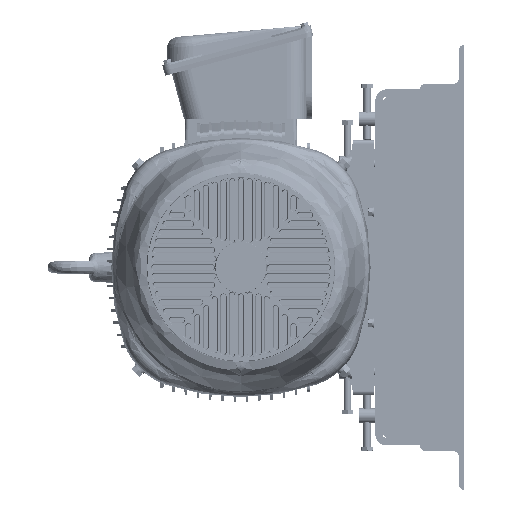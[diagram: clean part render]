
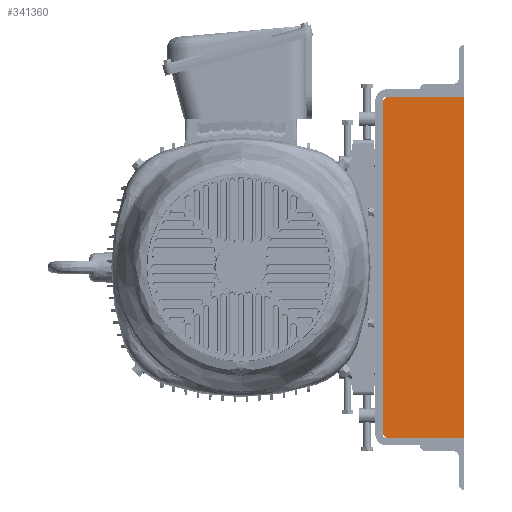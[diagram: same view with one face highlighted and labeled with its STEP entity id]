
A CAD part, left-side view. The second image highlights one B-rep face of the part: STEP entity #341360.
In plain terms, the highlighted planar face has unit normal (-1, 0, 0).
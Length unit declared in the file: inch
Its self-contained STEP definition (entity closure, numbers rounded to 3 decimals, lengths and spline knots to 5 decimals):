
#10728 = CARTESIAN_POINT ( 'NONE',  ( 0., 5.5, -23.25 ) ) ;
#30555 = CARTESIAN_POINT ( 'NONE',  ( 0., 0., -23.5 ) ) ;
#32500 = VECTOR ( 'NONE', #45904, 39.37008 ) ;
#33386 = CARTESIAN_POINT ( 'NONE',  ( 0., 5.5, -23.25 ) ) ;
#45904 = DIRECTION ( 'NONE',  ( 0., 1., 0. ) ) ;
#50948 = VERTEX_POINT ( 'NONE', #307412 ) ;
#58257 = DIRECTION ( 'NONE',  ( 1., 0., 0. ) ) ;
#60221 = DIRECTION ( 'NONE',  ( 0., -1., 0. ) ) ;
#65571 = DIRECTION ( 'NONE',  ( 0., 0., 1. ) ) ;
#84649 = ORIENTED_EDGE ( 'NONE', *, *, #373109, .T. ) ;
#100816 = VERTEX_POINT ( 'NONE', #158554 ) ;
#102379 = VERTEX_POINT ( 'NONE', #370035 ) ;
#103039 = VECTOR ( 'NONE', #248545, 39.37008 ) ;
#111223 = ORIENTED_EDGE ( 'NONE', *, *, #234249, .T. ) ;
#119992 = ORIENTED_EDGE ( 'NONE', *, *, #380945, .T. ) ;
#120791 = AXIS2_PLACEMENT_3D ( 'NONE', #242408, #58257, #273247 ) ;
#125533 = ORIENTED_EDGE ( 'NONE', *, *, #215300, .T. ) ;
#126675 = EDGE_LOOP ( 'NONE', ( #166776, #154161, #125533, #119992, #111223, #84649 ) ) ;
#154161 = ORIENTED_EDGE ( 'NONE', *, *, #162691, .T. ) ;
#157955 = VERTEX_POINT ( 'NONE', #10728 ) ;
#158554 = CARTESIAN_POINT ( 'NONE',  ( 0., 0., -23.5 ) ) ;
#160387 = VECTOR ( 'NONE', #292821, 39.37008 ) ;
#162691 = EDGE_CURVE ( 'NONE', #234517, #50948, #196155, .T. ) ;
#166776 = ORIENTED_EDGE ( 'NONE', *, *, #324805, .T. ) ;
#177468 = DIRECTION ( 'NONE',  ( 0., -0.707, -0.707 ) ) ;
#177843 = VECTOR ( 'NONE', #60221, 39.37008 ) ;
#196155 = LINE ( 'NONE', #260980, #32500 ) ;
#200014 = CARTESIAN_POINT ( 'NONE',  ( 0., 5.5, -0.75 ) ) ;
#215300 = EDGE_CURVE ( 'NONE', #50948, #102379, #324169, .T. ) ;
#215575 = VERTEX_POINT ( 'NONE', #246821 ) ;
#234249 = EDGE_CURVE ( 'NONE', #157955, #215575, #281616, .T. ) ;
#234517 = VERTEX_POINT ( 'NONE', #309182 ) ;
#242408 = CARTESIAN_POINT ( 'NONE',  ( 0., 0., -23.5 ) ) ;
#246821 = CARTESIAN_POINT ( 'NONE',  ( 0., 5.25, -23.5 ) ) ;
#248545 = DIRECTION ( 'NONE',  ( 0., 0., -1. ) ) ;
#259781 = LINE ( 'NONE', #30555, #177843 ) ;
#260980 = CARTESIAN_POINT ( 'NONE',  ( 0., 5.25, -0.5 ) ) ;
#273247 = DIRECTION ( 'NONE',  ( 0., 0., -1. ) ) ;
#281616 = LINE ( 'NONE', #392759, #363543 ) ;
#284772 = FACE_OUTER_BOUND ( 'NONE', #126675, .T. ) ;
#286401 = VECTOR ( 'NONE', #65571, 39.37008 ) ;
#292821 = DIRECTION ( 'NONE',  ( 0., 0.707, -0.707 ) ) ;
#302919 = PLANE ( 'NONE',  #120791 ) ;
#307412 = CARTESIAN_POINT ( 'NONE',  ( 0., 5.25, -0.5 ) ) ;
#309182 = CARTESIAN_POINT ( 'NONE',  ( 0., 0., -0.5 ) ) ;
#324169 = LINE ( 'NONE', #200014, #160387 ) ;
#324805 = EDGE_CURVE ( 'NONE', #100816, #234517, #377951, .T. ) ;
#338938 = LINE ( 'NONE', #33386, #103039 ) ;
#341360 = ADVANCED_FACE ( 'NONE', ( #284772 ), #302919, .F. ) ;
#342548 = CARTESIAN_POINT ( 'NONE',  ( 0., 0., -0.5 ) ) ;
#363543 = VECTOR ( 'NONE', #177468, 39.37008 ) ;
#370035 = CARTESIAN_POINT ( 'NONE',  ( 0., 5.5, -0.75 ) ) ;
#373109 = EDGE_CURVE ( 'NONE', #215575, #100816, #259781, .T. ) ;
#377951 = LINE ( 'NONE', #342548, #286401 ) ;
#380945 = EDGE_CURVE ( 'NONE', #102379, #157955, #338938, .T. ) ;
#392759 = CARTESIAN_POINT ( 'NONE',  ( 0., 5.25, -23.5 ) ) ;
